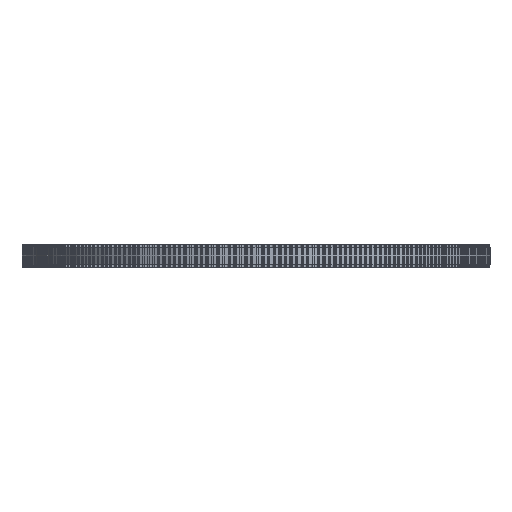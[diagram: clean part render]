
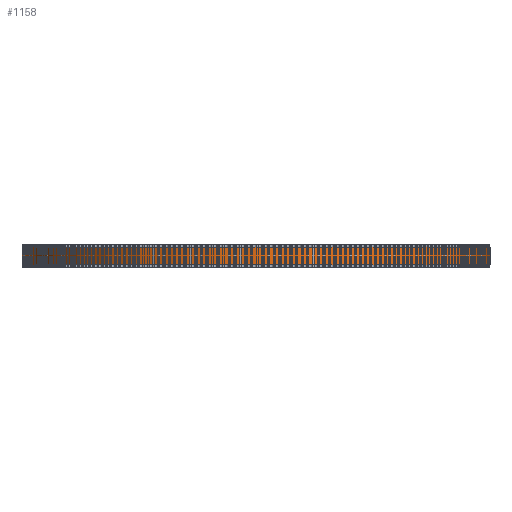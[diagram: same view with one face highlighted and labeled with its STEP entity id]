
A CAD part, left-side view. The second image highlights one B-rep face of the part: STEP entity #1158.
In plain terms, the highlighted cylindrical face has radius 82.442 mm (diameter 164.885 mm), a full revolution.
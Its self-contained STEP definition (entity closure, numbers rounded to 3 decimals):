
#97=FACE_BOUND('',#4272,.T.);
#98=FACE_BOUND('',#4273,.T.);
#1158=ADVANCED_FACE('',(#97,#98),#2195,.T.);
#2195=CYLINDRICAL_SURFACE('',#22935,82.442);
#4272=EDGE_LOOP('',(#12562));
#4273=EDGE_LOOP('',(#12563));
#12562=ORIENTED_EDGE('',*,*,#17746,.T.);
#12563=ORIENTED_EDGE('',*,*,#17747,.T.);
#14636=VERTEX_POINT('',#36420);
#14637=VERTEX_POINT('',#36422);
#17746=EDGE_CURVE('',#14636,#14636,#19820,.T.);
#17747=EDGE_CURVE('',#14637,#14637,#19821,.T.);
#19820=CIRCLE('',#22933,82.442);
#19821=CIRCLE('',#22934,82.442);
#22933=AXIS2_PLACEMENT_3D('',#36419,#30194,#30195);
#22934=AXIS2_PLACEMENT_3D('',#36421,#30196,#30197);
#22935=AXIS2_PLACEMENT_3D('',#36423,#30198,#30199);
#30194=DIRECTION('',(0.,0.,1.));
#30195=DIRECTION('',(1.,0.,0.));
#30196=DIRECTION('',(0.,0.,-1.));
#30197=DIRECTION('',(1.,0.,0.));
#30198=DIRECTION('',(0.,0.,1.));
#30199=DIRECTION('',(1.,0.,0.));
#36419=CARTESIAN_POINT('',(0.,0.,1.));
#36420=CARTESIAN_POINT('',(82.442,0.,1.));
#36421=CARTESIAN_POINT('',(0.,0.,7.));
#36422=CARTESIAN_POINT('',(82.442,0.,7.));
#36423=CARTESIAN_POINT('',(0.,0.,1.));
